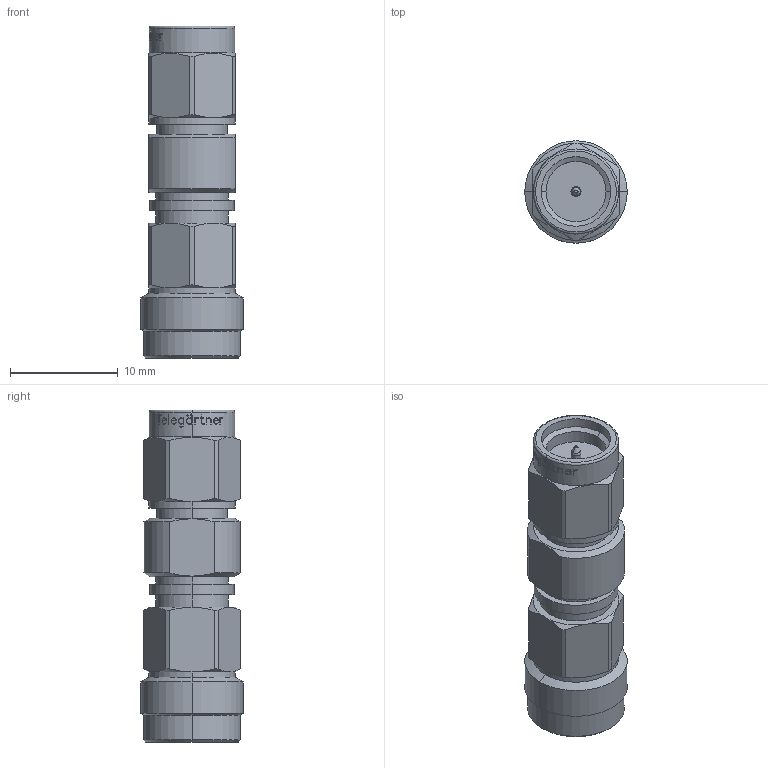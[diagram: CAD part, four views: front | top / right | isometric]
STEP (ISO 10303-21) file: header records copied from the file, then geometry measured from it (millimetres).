
FILE_DESCRIPTION (( 'STEP AP214' ), '1' );
FILE_NAME ('J01483A0000.STEP', '2020-04-01T06:46:52', ( '' ), ( '' ), 'SwSTEP 2.0', 'SolidWorks 2018', '' );
FILE_SCHEMA (( 'AUTOMOTIVE_DESIGN' ));
Length unit declared in the file: millimetre
Products named in the file (1): J01483A0000
Bounding box: 9.5 x 9.5 x 30.8 mm (x, y, z)
Volume: 1460.2 mm3; surface area: 1294.7 mm2
Topology: 1 solids, 1 shells, 481 faces, 1293 edges, 842 vertices
Faces by surface type: bspline 253, plane 108, cylinder 68, cone 42, torus 10
Entity records: 21806 total; most frequent: CARTESIAN_POINT 6795, ORIENTED_EDGE 2586, EDGE_CURVE 1293, DIRECTION 1086, B_SPLINE_CURVE_WITH_KNOTS 887, VERTEX_POINT 842, EDGE_LOOP 509, UNCERTAINTY_MEASURE_WITH_UNIT 481
